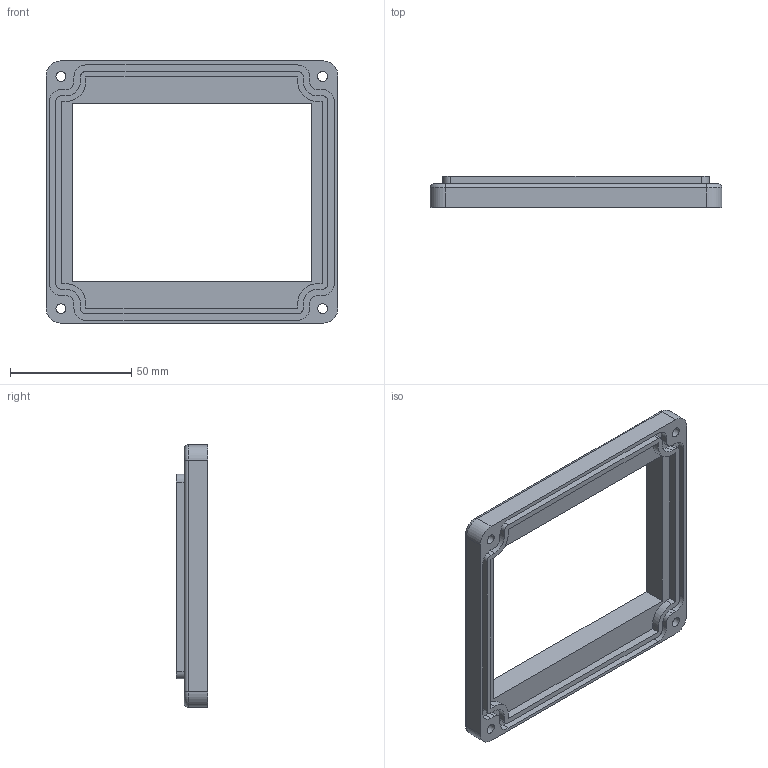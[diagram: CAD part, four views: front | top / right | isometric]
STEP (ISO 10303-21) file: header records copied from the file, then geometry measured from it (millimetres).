
FILE_DESCRIPTION(/* description */ (''),/* implementation_level */ '2;1');
FILE_NAME(/* name */ 'RPLIDAR Enclosure Lid - No Windows (Bottom) v4.step',/* time_stamp */ '2023-01-12T19:56:08-06:00',/* author */ (''),/* organization */ (''),/* preprocessor_version */ 'ST-DEVELOPER v19.2',/* originating_system */ 'Autodesk Translation Framework v11.17.0.187',/* authorisation */ '');
FILE_SCHEMA (('AUTOMOTIVE_DESIGN { 1 0 10303 214 3 1 1 }'));
Length unit declared in the file: inch
Products named in the file (1): RPLIDAR Enclosure Lid - No Windows (Bottom)
Bounding box: 120.4 x 12.83 x 108.2 mm (x, y, z)
Volume: 48000.9 mm3; surface area: 24350.2 mm2
Topology: 1 solids, 1 shells, 118 faces, 312 edges, 204 vertices
Faces by surface type: plane 58, cylinder 52, torus 4, cone 4
Full cylindrical faces by diameter (mm): 1.727 x4, 4.064 x4, 7.62 x4
Entity records: 3727 total; most frequent: DIRECTION 662, CARTESIAN_POINT 635, ORIENTED_EDGE 624, EDGE_CURVE 312, AXIS2_PLACEMENT_3D 231, VERTEX_POINT 204, LINE 200, VECTOR 200
